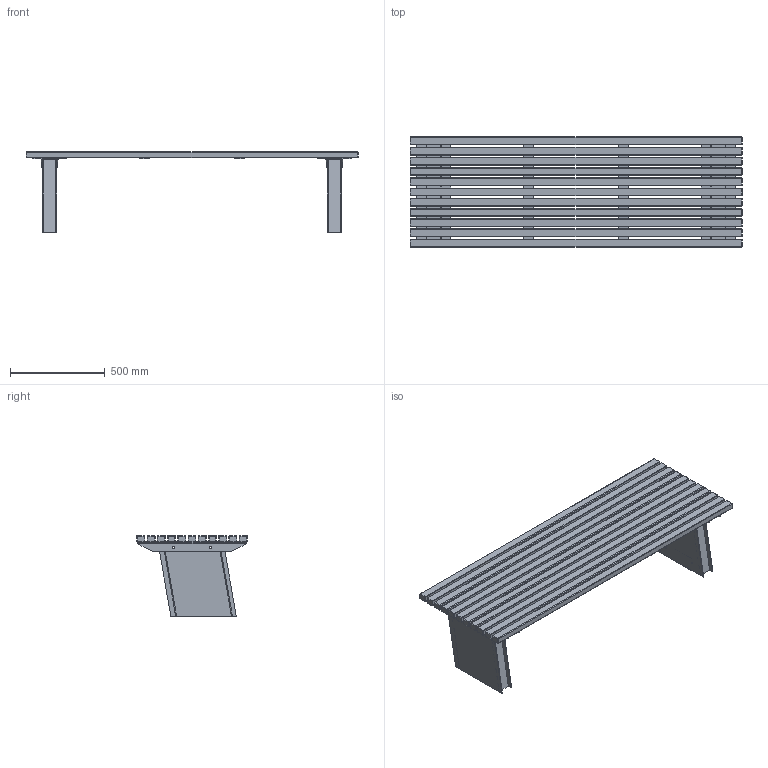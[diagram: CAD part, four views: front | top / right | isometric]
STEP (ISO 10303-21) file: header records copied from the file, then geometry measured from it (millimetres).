
FILE_DESCRIPTION(/* description */ (''),/* implementation_level */ '2;1');
FILE_NAME(/* name */ 'PRK02-A_UAP_PARKLAND_Bench_3D',/* time_stamp */ '2018-01-24T16:50:50-05:00',/* author */ (''),/* organization */ (''),/* preprocessor_version */ 'ST-DEVELOPER v15',/* originating_system */ '',/* authorisation */ '');
FILE_SCHEMA (('AUTOMOTIVE_DESIGN'));
Length unit declared in the file: millimetre
Products named in the file (1): Document
Bounding box: 1750 x 582 x 424 mm (x, y, z)
Volume: 30548737.3 mm3; surface area: 4952417.2 mm2
Topology: 29 solids, 29 shells, 612 faces, 1478 edges, 836 vertices
Faces by surface type: bspline 418, plane 194
Entity records: 17438 total; most frequent: CARTESIAN_POINT 8756, ORIENTED_EDGE 2780, EDGE_CURVE 1390, VERTEX_POINT 836, EDGE_LOOP 800, ADVANCED_FACE 612, FACE_OUTER_BOUND 612, B_SPLINE_CURVE_WITH_KNOTS 540
